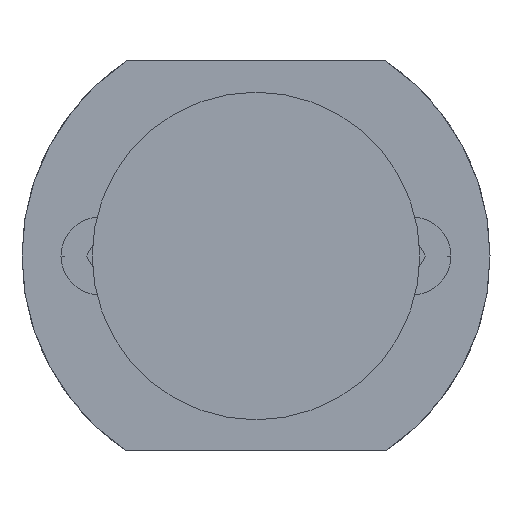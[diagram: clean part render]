
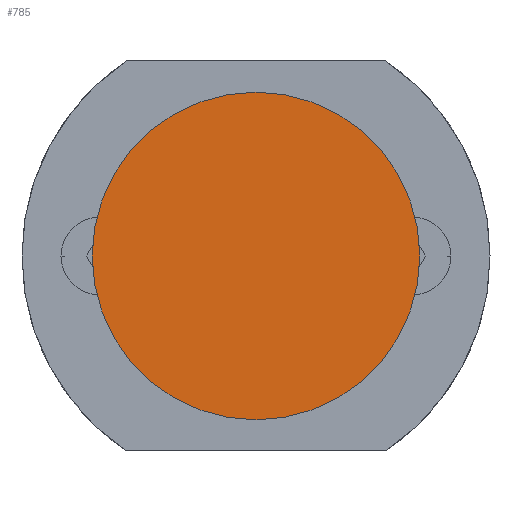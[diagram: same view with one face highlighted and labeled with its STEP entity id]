
A CAD part, front view. The second image highlights one B-rep face of the part: STEP entity #785.
In plain terms, the highlighted planar face has unit normal (0, -1, 0).
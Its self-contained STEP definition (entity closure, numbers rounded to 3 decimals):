
#785=ADVANCED_FACE('',(#1628),#1629,.T.);
#817=VERTEX_POINT('',#1663);
#841=EDGE_CURVE('',#901,#817,#1688,.T.);
#901=VERTEX_POINT('',#1751);
#1113=EDGE_CURVE('',#817,#901,#2000,.T.);
#1628=FACE_OUTER_BOUND('',#2701,.T.);
#1629=PLANE('',#2702);
#1663=CARTESIAN_POINT('',(-21.0,0.0,0.));
#1688=CIRCLE('',#2787,21.0);
#1751=CARTESIAN_POINT('',(21.0,0.0,0.0));
#2000=CIRCLE('',#3186,21.0);
#2701=EDGE_LOOP('',(#3732,#3733));
#2702=AXIS2_PLACEMENT_3D('',#3734,#3735,#3736);
#2787=AXIS2_PLACEMENT_3D('',#3781,#3782,#3783);
#3186=AXIS2_PLACEMENT_3D('',#4192,#4193,#4194);
#3732=ORIENTED_EDGE('',*,*,#841,.T.);
#3733=ORIENTED_EDGE('',*,*,#1113,.T.);
#3734=CARTESIAN_POINT('',(0.0,0.0,0.0));
#3735=DIRECTION('',(0.0,-1.0,0.0));
#3736=DIRECTION('',(-1.0,0.0,0.0));
#3781=CARTESIAN_POINT('',(0.0,0.0,0.0));
#3782=DIRECTION('',(0.0,-1.0,0.0));
#3783=DIRECTION('',(1.0,0.0,0.0));
#4192=CARTESIAN_POINT('',(0.0,0.0,0.0));
#4193=DIRECTION('',(0.0,-1.0,0.0));
#4194=DIRECTION('',(1.0,0.0,0.0));
